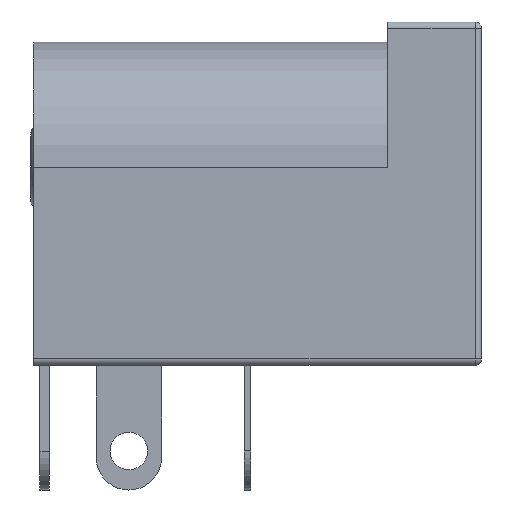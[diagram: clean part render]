
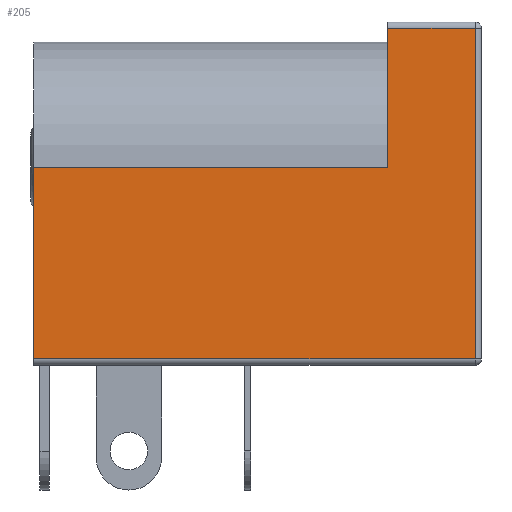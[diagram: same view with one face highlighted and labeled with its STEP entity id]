
A CAD part, left-side view. The second image highlights one B-rep face of the part: STEP entity #205.
In plain terms, the highlighted planar face has unit normal (-1, 0, 0).
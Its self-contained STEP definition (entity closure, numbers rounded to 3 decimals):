
#205=ADVANCED_FACE('',(#1242),#1244,.T.);
#1242=FACE_BOUND('',#1243,.T.);
#1243=EDGE_LOOP('',(#2205,#2206,#2207,#2208,#2209,#2210));
#1244=PLANE('',#1245);
#1245=AXIS2_PLACEMENT_3D('',#1246,#1247,#1248);
#1246=CARTESIAN_POINT('',(-4.5,0.,0.));
#1247=DIRECTION('',(-1.,0.,0.));
#1248=DIRECTION('',(0.,0.,1.));
#2205=ORIENTED_EDGE('',*,*,#2665,.F.);
#2206=ORIENTED_EDGE('',*,*,#2666,.T.);
#2207=ORIENTED_EDGE('',*,*,#2667,.T.);
#2208=ORIENTED_EDGE('',*,*,#2668,.T.);
#2209=ORIENTED_EDGE('',*,*,#2669,.T.);
#2210=ORIENTED_EDGE('',*,*,#2670,.F.);
#2665=EDGE_CURVE('',#2937,#2938,#2939,.T.);
#2666=EDGE_CURVE('',#2937,#2940,#2941,.T.);
#2667=EDGE_CURVE('',#2940,#2942,#2943,.T.);
#2668=EDGE_CURVE('',#2942,#2944,#2945,.T.);
#2669=EDGE_CURVE('',#2944,#2946,#2947,.F.);
#2670=EDGE_CURVE('',#2938,#2946,#2948,.T.);
#2937=VERTEX_POINT('',#3412);
#2938=VERTEX_POINT('',#3413);
#2939=LINE('',#3414,#3415);
#2940=VERTEX_POINT('',#3417);
#2941=LINE('',#3418,#3419);
#2942=VERTEX_POINT('',#3421);
#2943=LINE('',#3422,#3423);
#2944=VERTEX_POINT('',#3425);
#2945=LINE('',#3426,#3427);
#2946=VERTEX_POINT('',#3429);
#2947=LINE('',#3430,#3431);
#2948=LINE('',#3433,#3434);
#3412=CARTESIAN_POINT('',(-4.5,0.2,0.2));
#3413=CARTESIAN_POINT('',(-4.5,14.35,0.2));
#3414=CARTESIAN_POINT('',(-4.5,0.2,0.2));
#3415=VECTOR('',#3416,1.);
#3416=DIRECTION('',(0.,1.,0.));
#3417=CARTESIAN_POINT('',(-4.5,0.2,10.8));
#3418=CARTESIAN_POINT('',(-4.5,0.2,0.2));
#3419=VECTOR('',#3420,1.);
#3420=DIRECTION('',(0.,0.,1.));
#3421=CARTESIAN_POINT('',(-4.5,3.,10.8));
#3422=CARTESIAN_POINT('',(-4.5,0.2,10.8));
#3423=VECTOR('',#3424,1.);
#3424=DIRECTION('',(0.,1.,0.));
#3425=CARTESIAN_POINT('',(-4.5,3.,6.35));
#3426=CARTESIAN_POINT('',(-4.5,3.,10.8));
#3427=VECTOR('',#3428,1.);
#3428=DIRECTION('',(0.,0.,-1.));
#3429=CARTESIAN_POINT('',(-4.5,14.35,6.35));
#3430=CARTESIAN_POINT('',(-4.5,14.35,6.35));
#3431=VECTOR('',#3432,1.);
#3432=DIRECTION('',(0.,-1.,0.));
#3433=CARTESIAN_POINT('',(-4.5,14.35,0.2));
#3434=VECTOR('',#3435,1.);
#3435=DIRECTION('',(0.,0.,1.));
